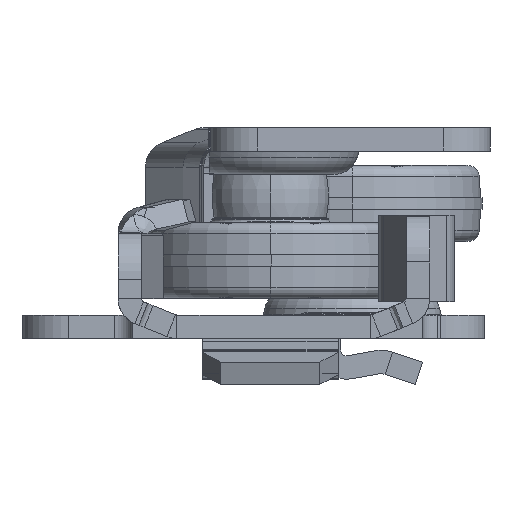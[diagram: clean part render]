
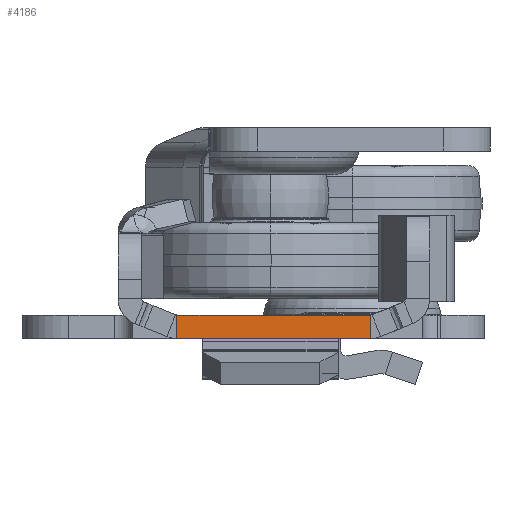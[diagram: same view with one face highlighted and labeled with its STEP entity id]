
A CAD part, left-side view. The second image highlights one B-rep face of the part: STEP entity #4186.
In plain terms, the highlighted planar face has unit normal (-1, 0, 0).
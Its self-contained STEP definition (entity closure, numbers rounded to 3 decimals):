
#2265 = EDGE_CURVE ( 'NONE', #5804, #7302, #9841, .T. ) ;
#2436 = DIRECTION ( 'NONE',  ( 0., 0., 1. ) ) ;
#4186 = ADVANCED_FACE ( 'NONE', ( #6088 ), #11664, .T. ) ;
#4236 = VECTOR ( 'NONE', #17019, 1000. ) ;
#5116 = EDGE_LOOP ( 'NONE', ( #5389, #5510, #10770, #11962 ) ) ;
#5389 = ORIENTED_EDGE ( 'NONE', *, *, #2265, .F. ) ;
#5510 = ORIENTED_EDGE ( 'NONE', *, *, #13250, .T. ) ;
#5546 = CARTESIAN_POINT ( 'NONE',  ( -399.5, 7.022, 0. ) ) ;
#5804 = VERTEX_POINT ( 'NONE', #14274 ) ;
#5911 = CARTESIAN_POINT ( 'NONE',  ( -399.5, -21.25, 0. ) ) ;
#6088 = FACE_OUTER_BOUND ( 'NONE', #5116, .T. ) ;
#6499 = CARTESIAN_POINT ( 'NONE',  ( -399.5, 7.022, 2. ) ) ;
#6538 = DIRECTION ( 'NONE',  ( 0., 1., 0. ) ) ;
#6916 = VERTEX_POINT ( 'NONE', #10042 ) ;
#7249 = CARTESIAN_POINT ( 'NONE',  ( -399.5, -9.522, 2. ) ) ;
#7302 = VERTEX_POINT ( 'NONE', #17584 ) ;
#7659 = VECTOR ( 'NONE', #6538, 1000. ) ;
#7670 = LINE ( 'NONE', #6499, #15151 ) ;
#7784 = VERTEX_POINT ( 'NONE', #5546 ) ;
#8402 = DIRECTION ( 'NONE',  ( 0., 0., -1. ) ) ;
#8731 = AXIS2_PLACEMENT_3D ( 'NONE', #15564, #14471, #17189 ) ;
#9841 = LINE ( 'NONE', #7249, #13524 ) ;
#10042 = CARTESIAN_POINT ( 'NONE',  ( -399.5, 7.022, 2. ) ) ;
#10770 = ORIENTED_EDGE ( 'NONE', *, *, #16594, .F. ) ;
#11664 = PLANE ( 'NONE',  #8731 ) ;
#11962 = ORIENTED_EDGE ( 'NONE', *, *, #17210, .F. ) ;
#12680 = LINE ( 'NONE', #5911, #4236 ) ;
#13250 = EDGE_CURVE ( 'NONE', #5804, #6916, #17624, .T. ) ;
#13384 = CARTESIAN_POINT ( 'NONE',  ( -399.5, -11.5, 2. ) ) ;
#13524 = VECTOR ( 'NONE', #8402, 1000. ) ;
#14274 = CARTESIAN_POINT ( 'NONE',  ( -399.5, -9.522, 2. ) ) ;
#14471 = DIRECTION ( 'NONE',  ( -1., 0., 0. ) ) ;
#15151 = VECTOR ( 'NONE', #2436, 1000. ) ;
#15564 = CARTESIAN_POINT ( 'NONE',  ( -399.5, -11.5, 2. ) ) ;
#16594 = EDGE_CURVE ( 'NONE', #7784, #6916, #7670, .T. ) ;
#17019 = DIRECTION ( 'NONE',  ( 0., 1., 0. ) ) ;
#17189 = DIRECTION ( 'NONE',  ( 0., 1., 0. ) ) ;
#17210 = EDGE_CURVE ( 'NONE', #7302, #7784, #12680, .T. ) ;
#17584 = CARTESIAN_POINT ( 'NONE',  ( -399.5, -9.522, 0. ) ) ;
#17624 = LINE ( 'NONE', #13384, #7659 ) ;
